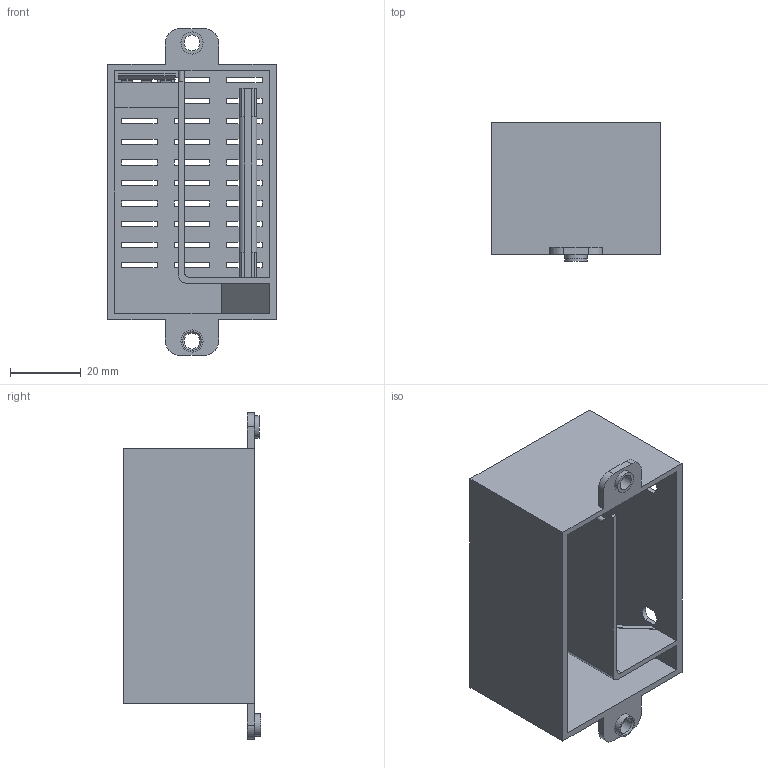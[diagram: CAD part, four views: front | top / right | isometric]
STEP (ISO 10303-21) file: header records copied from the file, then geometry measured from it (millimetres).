
FILE_DESCRIPTION(/* description */ ('STEP AP242','CAx-IF Rec.Pracs.---Representation and Presentation of Product Manufacturing Information (PMI)---4.0---2014-10-13','CAx-IF Rec.Pracs.---3D Tessellated Geometry---0.4---2014-09-14','2;1'),/* implementation_level */ '2;1');
FILE_NAME(/* name */ '669db083e847b4316fbb50c4',/* time_stamp */ '2024-07-22T01:06:11Z',/* author */ (''),/* organization */ (''),/* preprocessor_version */ 'ST-DEVELOPER v20',/* originating_system */ ' ',/* authorisation */ ' ');
FILE_SCHEMA (('AP242_MANAGED_MODEL_BASED_3D_ENGINEERING_MIM_LF { 1 0 10303 442 1 1 4 }'));
Length unit declared in the file: metre
Products named in the file (2): Back Box
Assembly tree (1 placements, depth 2):
  Back Box
    Back Box
Bounding box: 47.5 x 38.8 x 92 mm (x, y, z)
Volume: 27896 mm3; surface area: 31149.3 mm2
Topology: 1 solids, 1 shells, 283 faces, 937 edges, 620 vertices
Faces by surface type: plane 257, cylinder 23, cone 3
Full cylindrical faces by diameter (mm): 4.5 x2, 6.25 x2
Entity records: 10264 total; most frequent: ORIENTED_EDGE 1856, CARTESIAN_POINT 1843, DIRECTION 1547, EDGE_CURVE 928, LINE 871, VECTOR 871, VERTEX_POINT 618, EDGE_LOOP 364
